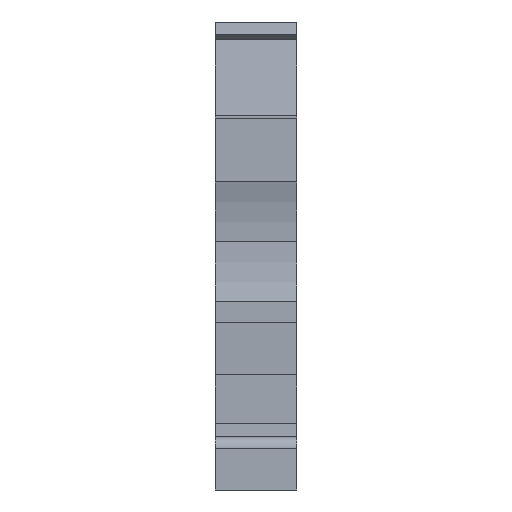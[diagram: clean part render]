
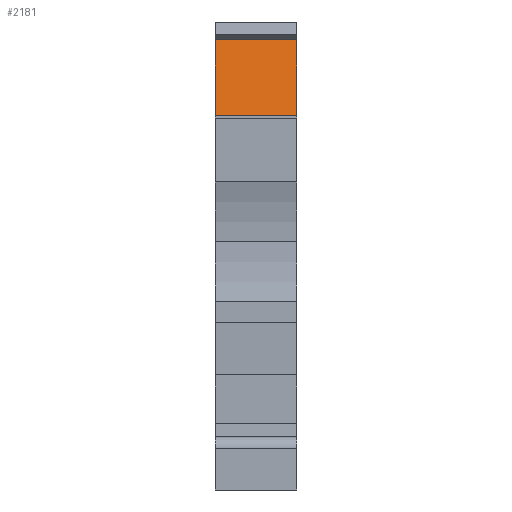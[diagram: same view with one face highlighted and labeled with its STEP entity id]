
A CAD part, front view. The second image highlights one B-rep face of the part: STEP entity #2181.
In plain terms, the highlighted planar face has unit normal (0, -0.985, 0.174).
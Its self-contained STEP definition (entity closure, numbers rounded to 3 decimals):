
#1151=CARTESIAN_POINT('',(6.15,2.683,33.987));
#1152=VERTEX_POINT('',#1151);
#1159=CARTESIAN_POINT('',(6.15,1.584,27.758));
#1160=VERTEX_POINT('',#1159);
#1161=CARTESIAN_POINT('',(6.15,-2144.308,-12142.202));
#1162=DIRECTION('',(-0.,0.174,0.985));
#1163=VECTOR('',#1162,24690.);
#1164=LINE('',#1161,#1163);
#1165=EDGE_CURVE('',#1160,#1152,#1164,.T.);
#2133=CARTESIAN_POINT('',(0.,1.584,27.758));
#2134=VERTEX_POINT('',#2133);
#2135=CARTESIAN_POINT('',(-12339.85,1.584,27.758));
#2136=DIRECTION('',(1.,0.,0.));
#2137=VECTOR('',#2136,24690.);
#2138=LINE('',#2135,#2137);
#2139=EDGE_CURVE('',#2134,#1160,#2138,.T.);
#2158=CARTESIAN_POINT('',(-0.,2.596,33.494));
#2159=DIRECTION('',(0.,0.985,-0.174));
#2160=DIRECTION('',(0.,0.174,0.985));
#2161=AXIS2_PLACEMENT_3D('',#2158,#2159,#2160);
#2162=PLANE('',#2161);
#2163=ORIENTED_EDGE('',*,*,#1165,.T.);
#2164=CARTESIAN_POINT('',(0.,2.683,33.987));
#2165=VERTEX_POINT('',#2164);
#2166=CARTESIAN_POINT('',(-12345.635,2.683,33.987));
#2167=DIRECTION('',(1.,0.,0.));
#2168=VECTOR('',#2167,24690.);
#2169=LINE('',#2166,#2168);
#2170=EDGE_CURVE('',#2165,#1152,#2169,.T.);
#2171=ORIENTED_EDGE('',*,*,#2170,.F.);
#2172=CARTESIAN_POINT('',(0.,-2144.308,-12142.202));
#2173=DIRECTION('',(-0.,0.174,0.985));
#2174=VECTOR('',#2173,24690.);
#2175=LINE('',#2172,#2174);
#2176=EDGE_CURVE('',#2134,#2165,#2175,.T.);
#2177=ORIENTED_EDGE('',*,*,#2176,.F.);
#2178=ORIENTED_EDGE('',*,*,#2139,.T.);
#2179=EDGE_LOOP('',(#2163,#2171,#2177,#2178));
#2180=FACE_BOUND('',#2179,.T.);
#2181=ADVANCED_FACE('',(#2180),#2162,.F.);
